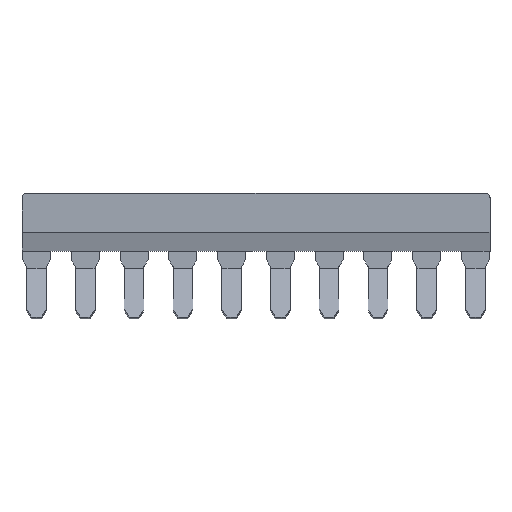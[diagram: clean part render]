
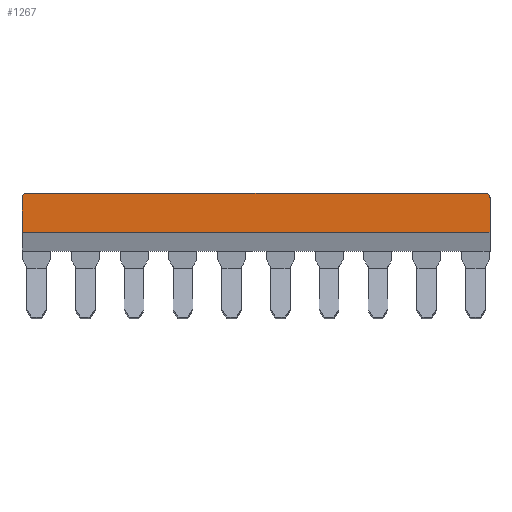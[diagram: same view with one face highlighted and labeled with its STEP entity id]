
A CAD part, top view. The second image highlights one B-rep face of the part: STEP entity #1267.
In plain terms, the highlighted planar face has unit normal (0, 0, 1).
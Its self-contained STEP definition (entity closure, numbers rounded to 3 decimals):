
#260 = CIRCLE ( 'NONE', #7637, 1. ) ;
#342 = ORIENTED_EDGE ( 'NONE', *, *, #4160, .T. ) ;
#434 = ORIENTED_EDGE ( 'NONE', *, *, #4156, .T. ) ;
#461 = DIRECTION ( 'NONE',  ( 0., -1., 0. ) ) ;
#468 = DIRECTION ( 'NONE',  ( 0., 0., -1. ) ) ;
#491 = CARTESIAN_POINT ( 'NONE',  ( -60.439, 16.907, 5.037 ) ) ;
#502 = ORIENTED_EDGE ( 'NONE', *, *, #4720, .F. ) ;
#1081 = VERTEX_POINT ( 'NONE', #7463 ) ;
#1181 = DIRECTION ( 'NONE',  ( 0., -1., 0. ) ) ;
#1267 = ADVANCED_FACE ( 'NONE', ( #7102 ), #4194, .T. ) ;
#1815 = DIRECTION ( 'NONE',  ( 1., 0., 0. ) ) ;
#1824 = AXIS2_PLACEMENT_3D ( 'NONE', #491, #468, #461 ) ;
#1934 = CARTESIAN_POINT ( 'NONE',  ( -61.439, 9.892, 5.037 ) ) ;
#2257 = ORIENTED_EDGE ( 'NONE', *, *, #5050, .F. ) ;
#2765 = VERTEX_POINT ( 'NONE', #8403 ) ;
#2874 = DIRECTION ( 'NONE',  ( 0., 0., 1. ) ) ;
#2892 = CARTESIAN_POINT ( 'NONE',  ( -61.439, 16.907, 5.037 ) ) ;
#2921 = CARTESIAN_POINT ( 'NONE',  ( -61.439, 17.907, 5.037 ) ) ;
#3203 = DIRECTION ( 'NONE',  ( 0., -1., 0. ) ) ;
#3233 = CARTESIAN_POINT ( 'NONE',  ( -61.439, 9.892, 5.037 ) ) ;
#3291 = LINE ( 'NONE', #2921, #5143 ) ;
#3505 = ORIENTED_EDGE ( 'NONE', *, *, #4398, .T. ) ;
#3536 = VERTEX_POINT ( 'NONE', #3233 ) ;
#3571 = DIRECTION ( 'NONE',  ( -1., 0., 0. ) ) ;
#3613 = CIRCLE ( 'NONE', #1824, 1. ) ;
#3659 = VECTOR ( 'NONE', #8217, 1000. ) ;
#3853 = CARTESIAN_POINT ( 'NONE',  ( -61.439, 16.907, 5.037 ) ) ;
#3907 = VECTOR ( 'NONE', #1815, 1000. ) ;
#3938 = CARTESIAN_POINT ( 'NONE',  ( -61.439, 16.907, 5.037 ) ) ;
#4156 = EDGE_CURVE ( 'NONE', #7246, #2765, #3291, .T. ) ;
#4160 = EDGE_CURVE ( 'NONE', #8650, #3536, #6155, .T. ) ;
#4194 = PLANE ( 'NONE',  #5926 ) ;
#4279 = LINE ( 'NONE', #8208, #3659 ) ;
#4398 = EDGE_CURVE ( 'NONE', #1081, #6785, #4279, .T. ) ;
#4694 = DIRECTION ( 'NONE',  ( 0., 1., 0. ) ) ;
#4707 = DIRECTION ( 'NONE',  ( 0., 0., -1. ) ) ;
#4712 = LINE ( 'NONE', #1934, #3907 ) ;
#4718 = CARTESIAN_POINT ( 'NONE',  ( 33.511, 16.907, 5.037 ) ) ;
#4720 = EDGE_CURVE ( 'NONE', #7246, #6785, #260, .T. ) ;
#4948 = EDGE_CURVE ( 'NONE', #3536, #1081, #4712, .T. ) ;
#5050 = EDGE_CURVE ( 'NONE', #8650, #2765, #3613, .T. ) ;
#5143 = VECTOR ( 'NONE', #3571, 1000. ) ;
#5707 = EDGE_LOOP ( 'NONE', ( #2257, #342, #8276, #3505, #502, #434 ) ) ;
#5778 = VECTOR ( 'NONE', #3203, 1000. ) ;
#5926 = AXIS2_PLACEMENT_3D ( 'NONE', #2892, #2874, #1181 ) ;
#5970 = CARTESIAN_POINT ( 'NONE',  ( 33.511, 17.907, 5.037 ) ) ;
#5987 = CARTESIAN_POINT ( 'NONE',  ( 34.511, 16.907, 5.037 ) ) ;
#6155 = LINE ( 'NONE', #3853, #5778 ) ;
#6785 = VERTEX_POINT ( 'NONE', #5987 ) ;
#7102 = FACE_OUTER_BOUND ( 'NONE', #5707, .T. ) ;
#7246 = VERTEX_POINT ( 'NONE', #5970 ) ;
#7463 = CARTESIAN_POINT ( 'NONE',  ( 34.511, 9.892, 5.037 ) ) ;
#7637 = AXIS2_PLACEMENT_3D ( 'NONE', #4718, #4707, #4694 ) ;
#8208 = CARTESIAN_POINT ( 'NONE',  ( 34.511, 16.907, 5.037 ) ) ;
#8217 = DIRECTION ( 'NONE',  ( 0., 1., 0. ) ) ;
#8276 = ORIENTED_EDGE ( 'NONE', *, *, #4948, .T. ) ;
#8403 = CARTESIAN_POINT ( 'NONE',  ( -60.439, 17.907, 5.037 ) ) ;
#8650 = VERTEX_POINT ( 'NONE', #3938 ) ;
